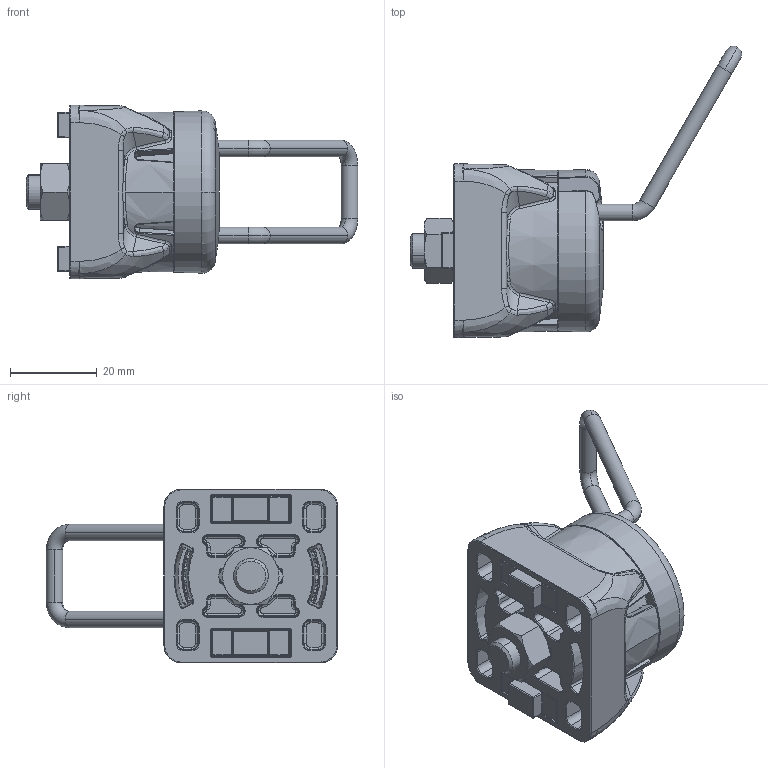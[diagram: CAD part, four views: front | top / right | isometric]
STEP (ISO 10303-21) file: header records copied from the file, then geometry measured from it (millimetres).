
FILE_DESCRIPTION (( 'STEP AP203' ), '1' );
FILE_NAME ('172486.step', '2025-08-14T17:52:34', ( '' ), ( '' ), 'SwSTEP 2.0', 'SolidWorks 2024', '' );
FILE_SCHEMA (( 'CONFIG_CONTROL_DESIGN' ));
Products named in the file (1): 172486
Bounding box: 76.25 x 67.07 x 40 mm (x, y, z)
Volume: 39520.7 mm3; surface area: 22835.3 mm2
Topology: 7 solids, 7 shells, 2382 faces, 5549 edges, 3112 vertices
Faces by surface type: bspline 892, cylinder 612, plane 359, torus 216, cone 152, sphere 151
Entity records: 90300 total; most frequent: CARTESIAN_POINT 44252, ORIENTED_EDGE 10822, DIRECTION 8291, EDGE_CURVE 5411, AXIS2_PLACEMENT_3D 3511, VERTEX_POINT 3052, EDGE_LOOP 2401, ADVANCED_FACE 2382
